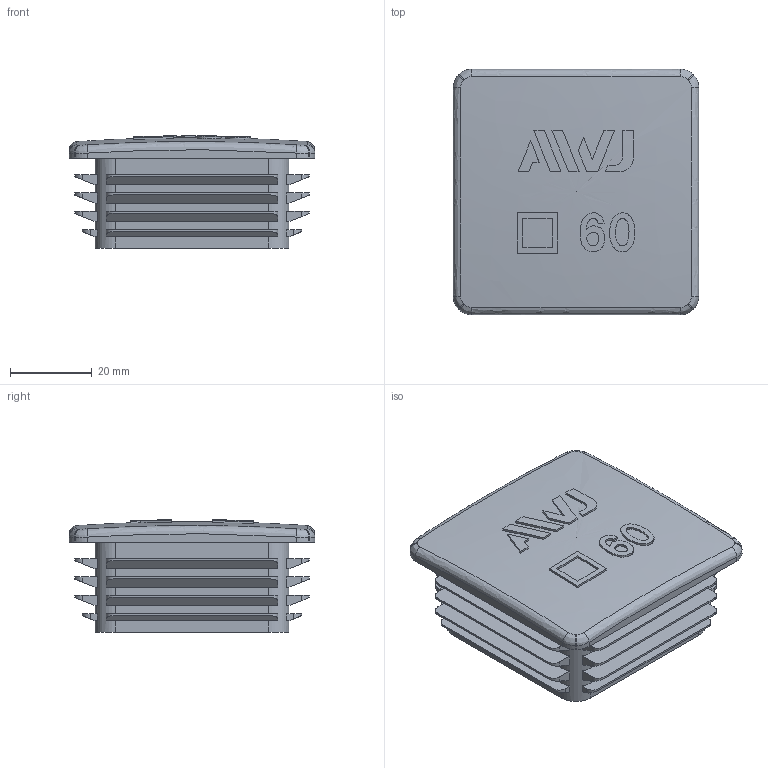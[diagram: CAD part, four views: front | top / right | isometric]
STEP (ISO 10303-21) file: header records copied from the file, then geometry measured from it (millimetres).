
FILE_DESCRIPTION( ( 'STEP AP203' ), '1' );
FILE_NAME( '60.step', '2022-07-25T06:33:57', ( ' ' ), ( ' ' ), 'XStep 1.0', ' ', ' ' );
FILE_SCHEMA( ( 'CONFIG_CONTROL_DESIGN' ) );
Length unit declared in the file: millimetre
Products named in the file (1): 1
Bounding box: 60 x 60 x 27.48 mm (x, y, z)
Volume: 27150.5 mm3; surface area: 20891.6 mm2
Topology: 1 solids, 1 shells, 283 faces, 755 edges, 484 vertices
Faces by surface type: plane 181, cylinder 54, bspline 33, extrusion 7, torus 4, cone 4
Entity records: 12428 total; most frequent: CARTESIAN_POINT 5628, ORIENTED_EDGE 1492, DIRECTION 1285, EDGE_CURVE 746, VERTEX_POINT 482, VECTOR 437, LINE 430, AXIS2_PLACEMENT_3D 424
